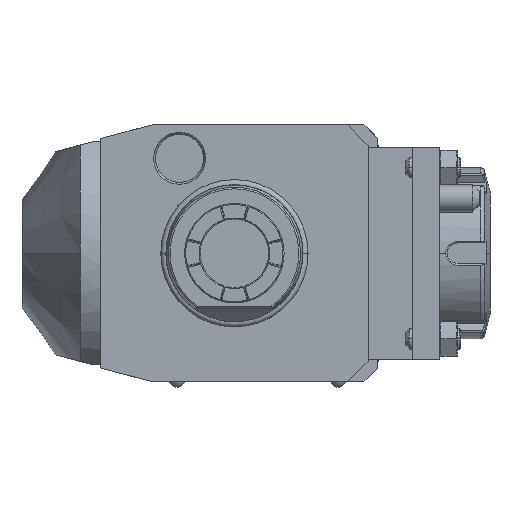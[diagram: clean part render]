
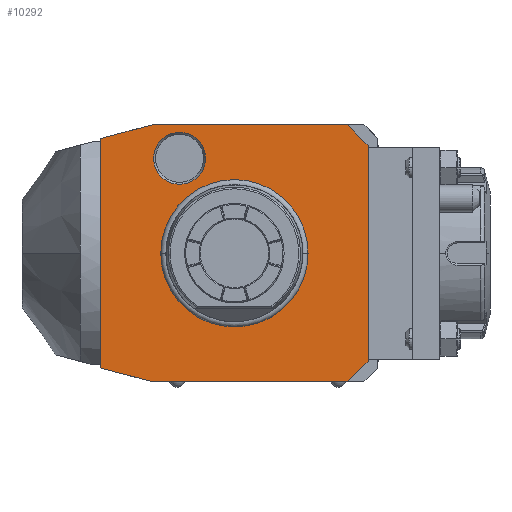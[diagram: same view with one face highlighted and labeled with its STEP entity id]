
A CAD part, front view. The second image highlights one B-rep face of the part: STEP entity #10292.
In plain terms, the highlighted planar face has unit normal (0, -1, 0).
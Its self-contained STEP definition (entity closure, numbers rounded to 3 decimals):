
#1=DIRECTION('',(0.966,0.,-0.259));
#2=VECTOR('',#1,15.529);
#3=CARTESIAN_POINT('',(-39.,0.,-33.481));
#4=LINE('',#3,#2);
#5=DIRECTION('',(0.,0.,-1.));
#6=VECTOR('',#5,66.962);
#7=CARTESIAN_POINT('',(-39.,0.,33.481));
#8=LINE('',#7,#6);
#9=DIRECTION('',(-0.966,0.,-0.259));
#10=VECTOR('',#9,15.529);
#11=CARTESIAN_POINT('',(-24.,0.,37.5));
#12=LINE('',#11,#10);
#13=DIRECTION('',(-1.,0.,0.));
#14=VECTOR('',#13,57.);
#15=CARTESIAN_POINT('',(33.,0.,37.5));
#16=LINE('',#15,#14);
#17=DIRECTION('',(-0.707,0.,0.707));
#18=VECTOR('',#17,8.485);
#19=CARTESIAN_POINT('',(39.,0.,31.5));
#20=LINE('',#19,#18);
#21=DIRECTION('',(0.,0.,1.));
#22=VECTOR('',#21,63.);
#23=CARTESIAN_POINT('',(39.,0.,-31.5));
#24=LINE('',#23,#22);
#25=DIRECTION('',(0.707,0.,0.707));
#26=VECTOR('',#25,8.485);
#27=CARTESIAN_POINT('',(33.,0.,-37.5));
#28=LINE('',#27,#26);
#29=DIRECTION('',(1.,0.,0.));
#30=VECTOR('',#29,57.);
#31=CARTESIAN_POINT('',(-24.,0.,-37.5));
#32=LINE('',#31,#30);
#33=CARTESIAN_POINT('',(-16.,0.,27.713));
#34=DIRECTION('',(0.,1.,0.));
#35=DIRECTION('',(-1.,0.,0.));
#36=AXIS2_PLACEMENT_3D('',#33,#34,#35);
#38=CARTESIAN_POINT('',(-16.,0.,27.713));
#39=DIRECTION('',(0.,1.,0.));
#40=DIRECTION('',(1.,0.,0.));
#41=AXIS2_PLACEMENT_3D('',#38,#39,#40);
#6922=CARTESIAN_POINT('',(0.,0.,0.));
#6923=DIRECTION('',(0.,-1.,0.));
#6924=DIRECTION('',(1.,0.,0.));
#6925=AXIS2_PLACEMENT_3D('',#6922,#6923,#6924);
#6927=CARTESIAN_POINT('',(0.,0.,0.));
#6928=DIRECTION('',(0.,-1.,0.));
#6929=DIRECTION('',(-1.,0.,0.));
#6930=AXIS2_PLACEMENT_3D('',#6927,#6928,#6929);
#9239=CARTESIAN_POINT('',(-23.577,0.,
27.713));
#9240=CARTESIAN_POINT('',(-8.423,0.,
27.713));
#9241=VERTEX_POINT('',#9239);
#9242=VERTEX_POINT('',#9240);
#10061=CARTESIAN_POINT('',(-39.,0.,-33.481));
#10062=CARTESIAN_POINT('',(-24.,0.,-37.5));
#10063=VERTEX_POINT('',#10061);
#10064=VERTEX_POINT('',#10062);
#10065=CARTESIAN_POINT('',(33.,0.,-37.5));
#10066=VERTEX_POINT('',#10065);
#10067=CARTESIAN_POINT('',(39.,0.,-31.5));
#10068=VERTEX_POINT('',#10067);
#10069=CARTESIAN_POINT('',(39.,0.,31.5));
#10070=VERTEX_POINT('',#10069);
#10071=CARTESIAN_POINT('',(33.,0.,37.5));
#10072=VERTEX_POINT('',#10071);
#10073=CARTESIAN_POINT('',(-24.,0.,37.5));
#10074=VERTEX_POINT('',#10073);
#10075=CARTESIAN_POINT('',(-39.,0.,33.481));
#10076=VERTEX_POINT('',#10075);
#10149=CARTESIAN_POINT('',(21.137,0.,0.));
#10150=CARTESIAN_POINT('',(-21.137,0.,0.));
#10151=VERTEX_POINT('',#10149);
#10152=VERTEX_POINT('',#10150);
#10257=CARTESIAN_POINT('',(0.,0.,0.));
#10258=DIRECTION('',(0.,-1.,0.));
#10259=DIRECTION('',(-1.,0.,0.));
#10260=AXIS2_PLACEMENT_3D('',#10257,#10258,#10259);
#10261=PLANE('',#10260);
#10263=ORIENTED_EDGE('',*,*,#10262,.F.);
#10265=ORIENTED_EDGE('',*,*,#10264,.F.);
#10267=ORIENTED_EDGE('',*,*,#10266,.F.);
#10269=ORIENTED_EDGE('',*,*,#10268,.F.);
#10271=ORIENTED_EDGE('',*,*,#10270,.F.);
#10273=ORIENTED_EDGE('',*,*,#10272,.F.);
#10275=ORIENTED_EDGE('',*,*,#10274,.F.);
#10277=ORIENTED_EDGE('',*,*,#10276,.F.);
#10278=EDGE_LOOP('',(#10263,#10265,#10267,#10269,#10271,#10273,#10275,#10277));
#10279=FACE_OUTER_BOUND('',#10278,.F.);
#10281=ORIENTED_EDGE('',*,*,#10280,.T.);
#10283=ORIENTED_EDGE('',*,*,#10282,.T.);
#10284=EDGE_LOOP('',(#10281,#10283));
#10285=FACE_BOUND('',#10284,.F.);
#10287=ORIENTED_EDGE('',*,*,#10286,.F.);
#10289=ORIENTED_EDGE('',*,*,#10288,.F.);
#10290=EDGE_LOOP('',(#10287,#10289));
#10291=FACE_BOUND('',#10290,.F.);
#37=CIRCLE('',#36,7.577);
#42=CIRCLE('',#41,7.577);
#6926=CIRCLE('',#6925,21.137);
#6931=CIRCLE('',#6930,21.137);
#10262=EDGE_CURVE('',#10063,#10064,#4,.T.);
#10264=EDGE_CURVE('',#10076,#10063,#8,.T.);
#10266=EDGE_CURVE('',#10074,#10076,#12,.T.);
#10268=EDGE_CURVE('',#10072,#10074,#16,.T.);
#10270=EDGE_CURVE('',#10070,#10072,#20,.T.);
#10272=EDGE_CURVE('',#10068,#10070,#24,.T.);
#10274=EDGE_CURVE('',#10066,#10068,#28,.T.);
#10276=EDGE_CURVE('',#10064,#10066,#32,.T.);
#10280=EDGE_CURVE('',#10151,#10152,#6926,.T.);
#10282=EDGE_CURVE('',#10152,#10151,#6931,.T.);
#10286=EDGE_CURVE('',#9241,#9242,#37,.T.);
#10288=EDGE_CURVE('',#9242,#9241,#42,.T.);
#10292=ADVANCED_FACE('',(#10279,#10285,#10291),#10261,.T.);
